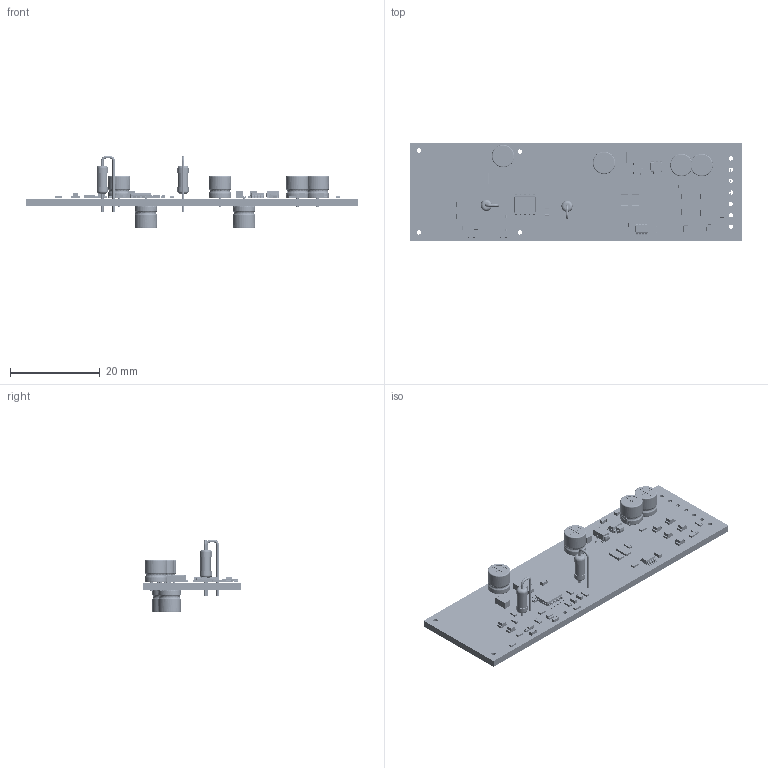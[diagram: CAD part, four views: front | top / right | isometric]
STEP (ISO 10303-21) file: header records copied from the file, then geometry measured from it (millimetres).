
FILE_DESCRIPTION(('KiCad electronic assembly'),'2;1');
FILE_NAME('MPPT.step','2025-10-12T18:25:07',('Pcbnew'),('Kicad'), 'Open CASCADE STEP processor 7.9','KiCad to STEP converter','Unknown' );
FILE_SCHEMA(('AUTOMOTIVE_DESIGN { 1 0 10303 214 1 1 1 1 }'));
Length unit declared in the file: millimetre
Products named in the file (28): MPPT 1; C_0603_1608Metric; R_0603_1608Metric; LED_0805_2012Metric; SOT-23-6; SSOP-10_3.9x4.9mm_P1.00mm; SOT-23-8; R_1206_3216Metric; CP_Radial_D5.0mm_P2.00mm; SOT-23; kicad_embedded_BE54AFBF193060351A9E080C4993BE95; R_Axial_DIN0207_L6.3mm_D2.5mm_P2.54mm_Vertical; C_1206_3216Metric; MPPT_silkscreen; MPPT_soldermask; MPPT_PCB; MPPT_copper; MPPT_via
Assembly tree (68 placements, depth 3):
  MPPT 1
    C_0603_1608Metric  x6
    R_0603_1608Metric  x12
    LED_0805_2012Metric  x3
    SOT-23-6
    SSOP-10_3.9x4.9mm_P1.00mm
    SOT-23-8
    R_1206_3216Metric  x2
    CP_Radial_D5.0mm_P2.00mm  x3
    SOT-23
    kicad_embedded_BE54AFBF193060351A9E080C4993BE95
      C_0603_1608Metric  x5
      R_0603_1608Metric  x9
      LED_0805_2012Metric  x4
      SOT-23-6
      R_Axial_DIN0207_L6.3mm_D2.5mm_P2.54mm_Vertical  x2
      CP_Radial_D5.0mm_P2.00mm  x3
      SOT-23
      C_1206_3216Metric  x2
      MPPT_silkscreen
      MPPT_soldermask
      MPPT_PCB
    C_1206_3216Metric  x2
    MPPT_copper
    MPPT_via
    MPPT_silkscreen
    MPPT_soldermask
    MPPT_PCB
Bounding box: 74 x 22 x 16.18 mm (x, y, z)
Volume: 5590.3 mm3; surface area: 16782 mm2
Topology: 226 solids, 585 shells, 4449 faces, 16294 edges, 12723 vertices
Faces by surface type: plane 3015, cylinder 1227, bspline 157, revolution 30, torus 20
Full cylindrical faces by diameter (mm): 0.25 x49, 0.275 x98, 0.3 x104, 0.5 x12, 0.6 x61, 0.775 x8, 0.8 x16, 0.975 x3, 1 x24, 1.775 x4, 1.8 x10, 2.25 x2, 2.5 x4
Entity records: 152460 total; most frequent: CARTESIAN_POINT 28703, DIRECTION 22344, ORIENTED_EDGE 19921, EDGE_CURVE 12986, VERTEX_POINT 10577, LINE 9402, VECTOR 9402, AXIS2_PLACEMENT_3D 6466
